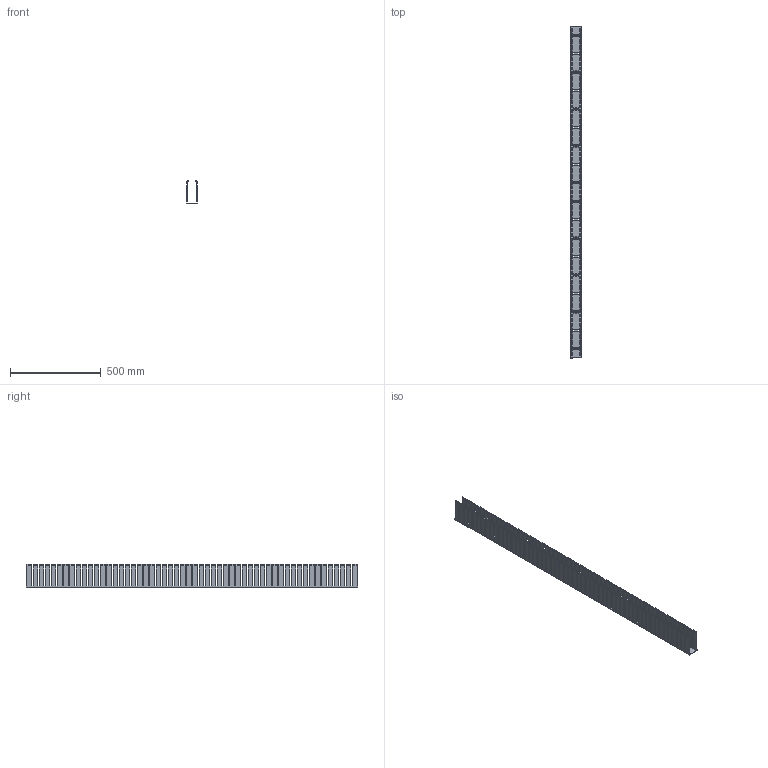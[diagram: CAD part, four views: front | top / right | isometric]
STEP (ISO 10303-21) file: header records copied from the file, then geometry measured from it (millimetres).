
FILE_DESCRIPTION (( 'STEP AP203' ), '1' );
FILE_NAME ('G2x5_3D_WEB.STEP', '2014-04-21T14:30:36', ( 'IT' ), ( 'Panduit Corp.' ), 'SwSTEP 2.0', 'SolidWorks 2012', '' );
FILE_SCHEMA (( 'CONFIG_CONTROL_DESIGN' ));
Length unit declared in the file: inch
Products named in the file (1): G2x5_3D_WEB
Bounding box: 57.16 x 1828.8 x 127.13 mm (x, y, z)
Volume: 1193737.2 mm3; surface area: 979572.4 mm2
Topology: 1 solids, 1 shells, 1198 faces, 3588 edges, 2392 vertices
Faces by surface type: plane 1090, cylinder 108
Entity records: 40003 total; most frequent: CARTESIAN_POINT 7179, ORIENTED_EDGE 7176, DIRECTION 6202, EDGE_CURVE 3588, LINE 3372, VECTOR 3372, VERTEX_POINT 2392, AXIS2_PLACEMENT_3D 1415
